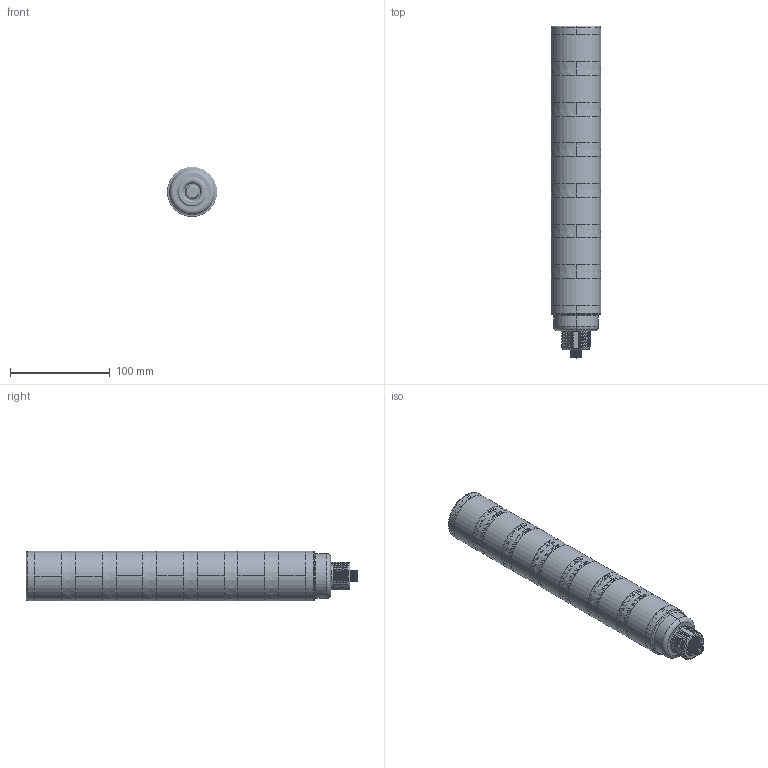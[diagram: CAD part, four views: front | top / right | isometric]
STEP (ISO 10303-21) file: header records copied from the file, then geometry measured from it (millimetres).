
FILE_DESCRIPTION((''),'2;1');
FILE_NAME('175266_ASM','2013-10-02T',('pdmadmin'),(''),'PRO/ENGINEER BY PARAMETRIC TECHNOLOGY CORPORATION, 2012300','PRO/ENGINEER BY PARAMETRIC TECHNOLOGY CORPORATION, 2012300','');
FILE_SCHEMA(('CONFIG_CONTROL_DESIGN'));
Products named in the file (7): 140410; 141960; 08427_NO_ORING; 140427_WEB_MODEL; 140412; 140411; 175266_ASM
Assembly tree (17 placements, depth 2):
  175266_ASM
    140410
    141960
    08427_NO_ORING
    140427_WEB_MODEL  x7
    140412  x6
    140411
Bounding box: 50 x 332.65 x 50 mm (x, y, z)
Volume: 182048.2 mm3; surface area: 185109.6 mm2
Topology: 17 solids, 17 shells, 2330 faces, 6152 edges, 4005 vertices
Faces by surface type: plane 1241, cylinder 607, cone 242, bspline 182, torus 58
Entity records: 58059 total; most frequent: CARTESIAN_POINT 39135, ORIENTED_EDGE 4136, DIRECTION 3571, EDGE_CURVE 2068, VERTEX_POINT 1333, AXIS2_PLACEMENT_3D 1305, VECTOR 961, LINE 961
